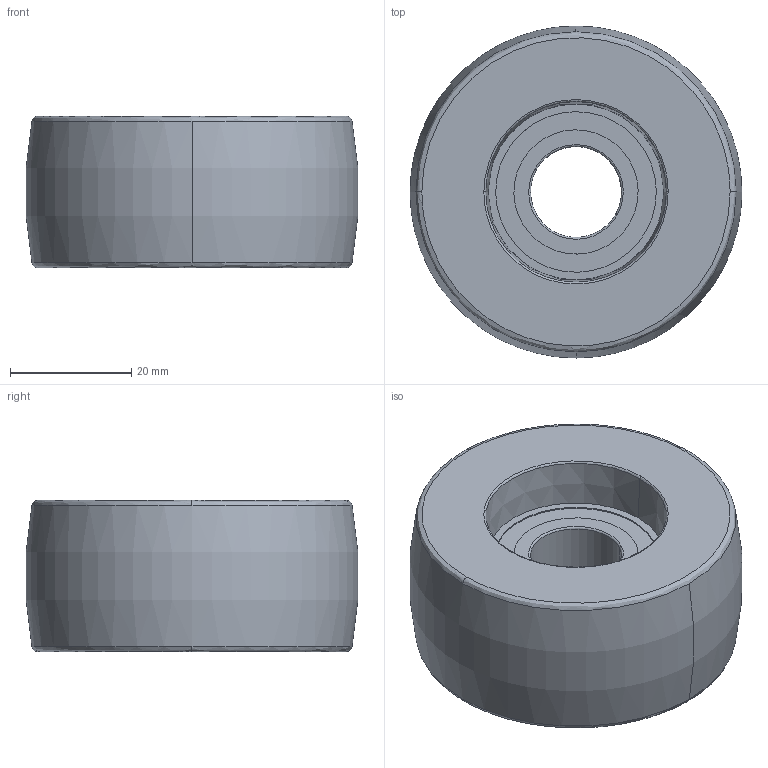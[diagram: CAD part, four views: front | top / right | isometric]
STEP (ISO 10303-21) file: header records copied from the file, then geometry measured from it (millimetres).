
FILE_DESCRIPTION (( 'STEP AP214' ), '1' );
FILE_NAME ('0025221.step', '2022-11-30T07:39:35', ( '' ), ( '' ), 'SwSTEP 2.0', 'SolidWorks 2020', '' );
FILE_SCHEMA (( 'AUTOMOTIVE_DESIGN' ));
Length unit declared in the file: millimetre
Products named in the file (1): 0025221
Bounding box: 54.76 x 54.76 x 25 mm (x, y, z)
Volume: 44350.4 mm3; surface area: 15475.8 mm2
Topology: 6 solids, 6 shells, 70 faces, 144 edges, 86 vertices
Faces by surface type: cylinder 22, torus 20, bspline 12, plane 12, cone 4
Entity records: 3675 total; most frequent: CARTESIAN_POINT 1305, DIRECTION 356, ORIENTED_EDGE 288, AXIS2_PLACEMENT_3D 165, EDGE_CURVE 144, CIRCLE 106, VERTEX_POINT 86, EDGE_LOOP 82
